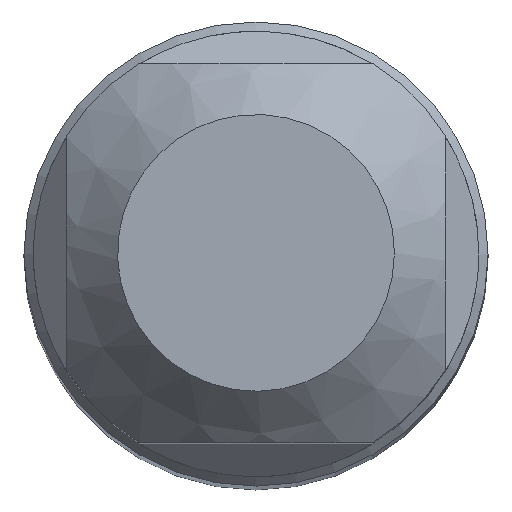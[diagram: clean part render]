
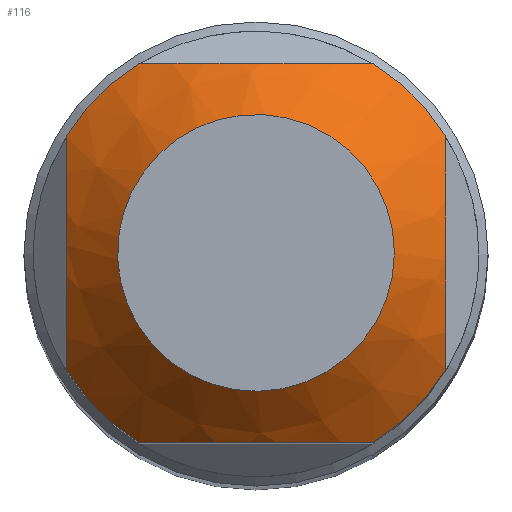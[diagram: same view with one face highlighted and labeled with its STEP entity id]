
A CAD part, top view. The second image highlights one B-rep face of the part: STEP entity #116.
In plain terms, the highlighted conical face has half-angle 45 degrees and reference radius 1.64 mm.
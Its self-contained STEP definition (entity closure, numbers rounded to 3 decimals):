
#116=ADVANCED_FACE('',(#146,#147),#128,.T.);
#128=CONICAL_SURFACE('',#436,1.64,45.);
#146=FACE_BOUND('',#179,.T.);
#147=FACE_BOUND('',#180,.T.);
#179=EDGE_LOOP('',(#229));
#180=EDGE_LOOP('',(#230,#231,#232,#233,#234,#235,#236,#237));
#229=ORIENTED_EDGE('',*,*,#310,.F.);
#230=ORIENTED_EDGE('',*,*,#326,.T.);
#231=ORIENTED_EDGE('',*,*,#327,.T.);
#232=ORIENTED_EDGE('',*,*,#328,.T.);
#233=ORIENTED_EDGE('',*,*,#314,.T.);
#234=ORIENTED_EDGE('',*,*,#329,.T.);
#235=ORIENTED_EDGE('',*,*,#319,.T.);
#236=ORIENTED_EDGE('',*,*,#330,.T.);
#237=ORIENTED_EDGE('',*,*,#324,.T.);
#280=VERTEX_POINT('',#617);
#283=VERTEX_POINT('',#625);
#284=VERTEX_POINT('',#632);
#287=VERTEX_POINT('',#641);
#288=VERTEX_POINT('',#648);
#291=VERTEX_POINT('',#657);
#292=VERTEX_POINT('',#664);
#293=VERTEX_POINT('',#668);
#294=VERTEX_POINT('',#675);
#310=EDGE_CURVE('',#280,#280,#348,.T.);
#314=EDGE_CURVE('',#284,#283,#367,.T.);
#319=EDGE_CURVE('',#288,#287,#368,.T.);
#324=EDGE_CURVE('',#292,#291,#369,.T.);
#326=EDGE_CURVE('',#291,#293,#349,.T.);
#327=EDGE_CURVE('',#293,#294,#370,.T.);
#328=EDGE_CURVE('',#294,#284,#350,.T.);
#329=EDGE_CURVE('',#283,#288,#351,.T.);
#330=EDGE_CURVE('',#287,#292,#352,.T.);
#348=CIRCLE('',#421,1.64);
#349=CIRCLE('',#432,2.64);
#350=CIRCLE('',#433,2.64);
#351=CIRCLE('',#434,2.64);
#352=CIRCLE('',#435,2.64);
#367=B_SPLINE_CURVE_WITH_KNOTS('',3,(#626,#627,#628,#629,#630,#631),
 .UNSPECIFIED.,.F.,.F.,(4,2,4),(0.,0.5,1.),.UNSPECIFIED.);
#368=B_SPLINE_CURVE_WITH_KNOTS('',3,(#642,#643,#644,#645,#646,#647),
 .UNSPECIFIED.,.F.,.F.,(4,2,4),(0.,0.5,1.),.UNSPECIFIED.);
#369=B_SPLINE_CURVE_WITH_KNOTS('',3,(#658,#659,#660,#661,#662,#663),
 .UNSPECIFIED.,.F.,.F.,(4,2,4),(0.,0.5,1.),.UNSPECIFIED.);
#370=B_SPLINE_CURVE_WITH_KNOTS('',3,(#669,#670,#671,#672,#673,#674),
 .UNSPECIFIED.,.F.,.F.,(4,2,4),(0.,0.5,1.),.UNSPECIFIED.);
#421=AXIS2_PLACEMENT_3D('',#616,#491,#492);
#432=AXIS2_PLACEMENT_3D('',#667,#522,#523);
#433=AXIS2_PLACEMENT_3D('',#676,#524,#525);
#434=AXIS2_PLACEMENT_3D('',#677,#526,#527);
#435=AXIS2_PLACEMENT_3D('',#678,#528,#529);
#436=AXIS2_PLACEMENT_3D('',#679,#530,#531);
#491=DIRECTION('',(0.,0.,1.));
#492=DIRECTION('',(1.,0.,0.));
#522=DIRECTION('',(0.,0.,1.));
#523=DIRECTION('',(-1.,0.,0.));
#524=DIRECTION('',(0.,0.,1.));
#525=DIRECTION('',(-1.,0.,0.));
#526=DIRECTION('',(0.,0.,1.));
#527=DIRECTION('',(-1.,0.,0.));
#528=DIRECTION('',(0.,0.,1.));
#529=DIRECTION('',(-1.,0.,0.));
#530=DIRECTION('',(0.,0.,-1.));
#531=DIRECTION('',(-1.,0.,0.));
#616=CARTESIAN_POINT('',(0.,0.,0.));
#617=CARTESIAN_POINT('',(1.64,0.,0.));
#625=CARTESIAN_POINT('',(-1.381,2.25,-1.));
#626=CARTESIAN_POINT('',(1.381,2.25,-1.));
#627=CARTESIAN_POINT('',(0.951,2.25,-0.775));
#628=CARTESIAN_POINT('',(0.481,2.25,-0.61));
#629=CARTESIAN_POINT('',(-0.481,2.25,-0.61));
#630=CARTESIAN_POINT('',(-0.951,2.25,-0.775));
#631=CARTESIAN_POINT('',(-1.381,2.25,-1.));
#632=CARTESIAN_POINT('',(1.381,2.25,-1.));
#641=CARTESIAN_POINT('',(-2.25,-1.381,-1.));
#642=CARTESIAN_POINT('',(-2.25,1.381,-1.));
#643=CARTESIAN_POINT('',(-2.25,0.951,-0.775));
#644=CARTESIAN_POINT('',(-2.25,0.481,-0.61));
#645=CARTESIAN_POINT('',(-2.25,-0.481,-0.61));
#646=CARTESIAN_POINT('',(-2.25,-0.951,-0.775));
#647=CARTESIAN_POINT('',(-2.25,-1.381,-1.));
#648=CARTESIAN_POINT('',(-2.25,1.381,-1.));
#657=CARTESIAN_POINT('',(1.381,-2.25,-1.));
#658=CARTESIAN_POINT('',(-1.381,-2.25,-1.));
#659=CARTESIAN_POINT('',(-0.951,-2.25,-0.775));
#660=CARTESIAN_POINT('',(-0.481,-2.25,-0.61));
#661=CARTESIAN_POINT('',(0.481,-2.25,-0.61));
#662=CARTESIAN_POINT('',(0.951,-2.25,-0.775));
#663=CARTESIAN_POINT('',(1.381,-2.25,-1.));
#664=CARTESIAN_POINT('',(-1.381,-2.25,-1.));
#667=CARTESIAN_POINT('',(0.,0.,-1.));
#668=CARTESIAN_POINT('',(2.25,-1.381,-1.));
#669=CARTESIAN_POINT('',(2.25,-1.381,-1.));
#670=CARTESIAN_POINT('',(2.25,-0.951,-0.775));
#671=CARTESIAN_POINT('',(2.25,-0.481,-0.61));
#672=CARTESIAN_POINT('',(2.25,0.481,-0.61));
#673=CARTESIAN_POINT('',(2.25,0.951,-0.775));
#674=CARTESIAN_POINT('',(2.25,1.381,-1.));
#675=CARTESIAN_POINT('',(2.25,1.381,-1.));
#676=CARTESIAN_POINT('',(0.,0.,-1.));
#677=CARTESIAN_POINT('',(0.,0.,-1.));
#678=CARTESIAN_POINT('',(0.,0.,-1.));
#679=CARTESIAN_POINT('',(0.,0.,0.));
